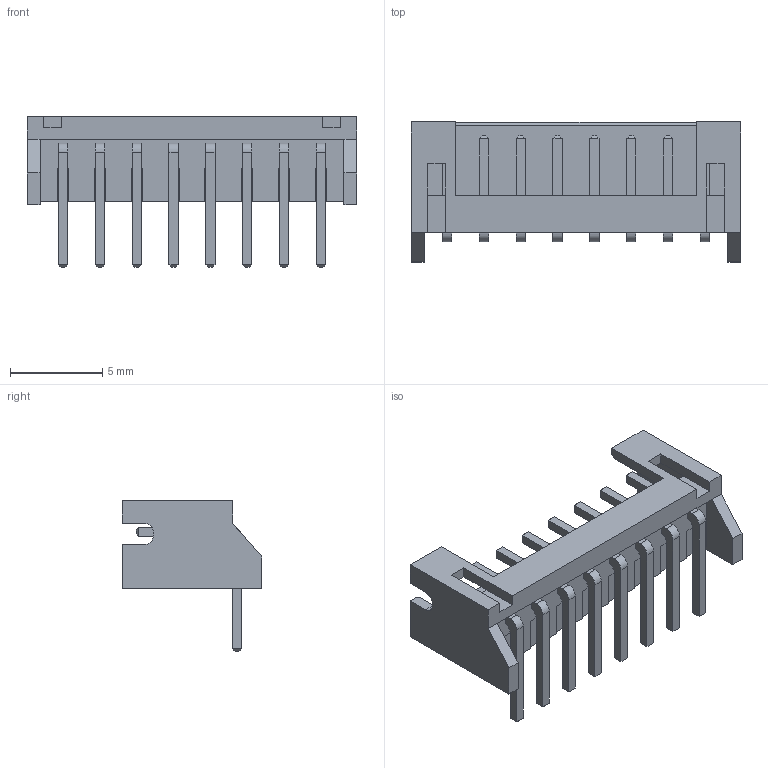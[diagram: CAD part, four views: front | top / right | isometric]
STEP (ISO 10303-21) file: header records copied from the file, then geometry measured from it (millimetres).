
FILE_DESCRIPTION(/* description */ ('Designed by EasyEDA Pro'),/* implementation_level */ '2;1');
FILE_NAME(/* name */ 'CONN-THT_1x8P-P2.0-H_S8B-PH-K-S-LF-SN.step',/* time_stamp */ '2024-01-01T17:42:56+08:00',/* author */ ('20220615'),/* organization */ ('Open CASCADE'),/* preprocessor_version */ 'ST-DEVELOPER v19',/* originating_system */ 'Autodesk Inventor 2023',/* authorisation */ 'Unknown');
FILE_SCHEMA (('AUTOMOTIVE_DESIGN { 1 0 10303 214 3 1 1 }'));
Length unit declared in the file: millimetre
Products named in the file (4): PCBModel; U1; CONN-TH_S8B-PH-K-S-LF-SN; COMPOUND
Assembly tree (3 placements, depth 4):
  PCBModel
    U1
      CONN-TH_S8B-PH-K-S-LF-SN
        COMPOUND
Bounding box: 17.9 x 7.6 x 8.2 mm (x, y, z)
Volume: 233.5 mm3; surface area: 683.7 mm2
Topology: 14 solids, 14 shells, 482 faces, 1252 edges, 810 vertices
Faces by surface type: plane 364, bspline 98, cylinder 20
Entity records: 15639 total; most frequent: CARTESIAN_POINT 3587, ORIENTED_EDGE 2504, DIRECTION 2050, EDGE_CURVE 1252, LINE 1016, VECTOR 1016, VERTEX_POINT 810, AXIS2_PLACEMENT_3D 517
